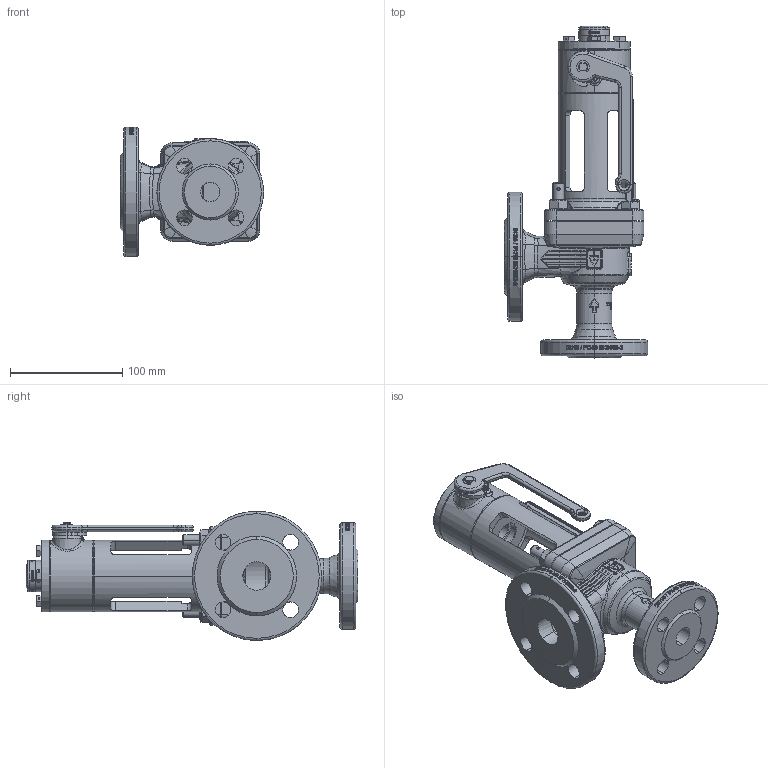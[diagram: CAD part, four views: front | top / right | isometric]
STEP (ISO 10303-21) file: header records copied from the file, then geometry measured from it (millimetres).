
FILE_DESCRIPTION (( 'STEP AP214' ), '1' );
FILE_NAME ('355SGL_15_FLFL_1525_MD.STEP', '2020-08-12T09:12:21', ( '' ), ( '' ), 'SwSTEP 2.0', 'SolidWorks 2020', '' );
FILE_SCHEMA (( 'AUTOMOTIVE_DESIGN' ));
Length unit declared in the file: millimetre
Products named in the file (1): 355SGL_15_FLFL_1525_MD
Bounding box: 127.5 x 295.45 x 115 mm (x, y, z)
Volume: 767389.3 mm3; surface area: 212517.1 mm2
Topology: 21 solids, 21 shells, 2180 faces, 5919 edges, 3960 vertices
Faces by surface type: bspline 620, cylinder 615, plane 571, cone 222, torus 122, sphere 30
Entity records: 162101 total; most frequent: CARTESIAN_POINT 87162, ORIENTED_EDGE 11748, DIRECTION 8881, EDGE_CURVE 5874, VERTEX_POINT 3958, AXIS2_PLACEMENT_3D 3559, EDGE_LOOP 2488, UNCERTAINTY_MEASURE_WITH_UNIT 2197
